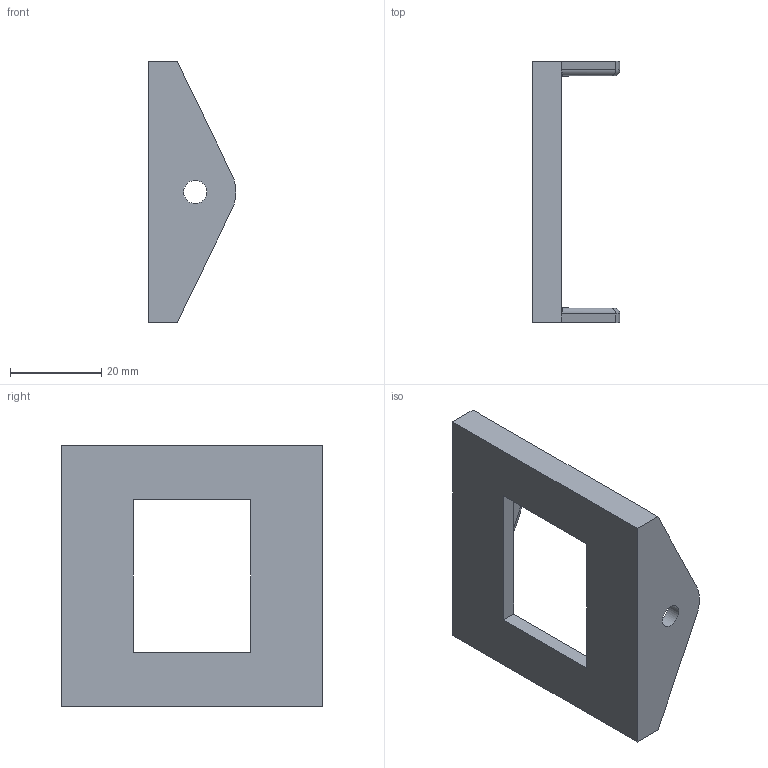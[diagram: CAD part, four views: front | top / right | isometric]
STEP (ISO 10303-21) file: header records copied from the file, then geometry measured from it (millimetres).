
FILE_DESCRIPTION(/* description */ (''),/* implementation_level */ '2;1');
FILE_NAME(/* name */ 'Tape Pulley Slot Template.step',/* time_stamp */ '2023-09-19T19:24:03-04:00',/* author */ (''),/* organization */ (''),/* preprocessor_version */ 'ST-DEVELOPER v20',/* originating_system */ 'Autodesk Translation Framework v12.9.0.99',/* authorisation */ '');
FILE_SCHEMA (('AUTOMOTIVE_DESIGN { 1 0 10303 214 3 1 1 }'));
Length unit declared in the file: inch
Products named in the file (1): Tape Pulley Slot Template
Bounding box: 19.2 x 57.15 x 57.15 mm (x, y, z)
Volume: 11596.5 mm3; surface area: 8488.1 mm2
Topology: 1 solids, 1 shells, 38 faces, 96 edges, 58 vertices
Faces by surface type: plane 18, cylinder 12, bspline 6, torus 2
Full cylindrical faces by diameter (mm): 5.105 x2
Entity records: 1315 total; most frequent: CARTESIAN_POINT 397, ORIENTED_EDGE 188, DIRECTION 168, EDGE_CURVE 94, LINE 58, VECTOR 58, VERTEX_POINT 58, AXIS2_PLACEMENT_3D 55
